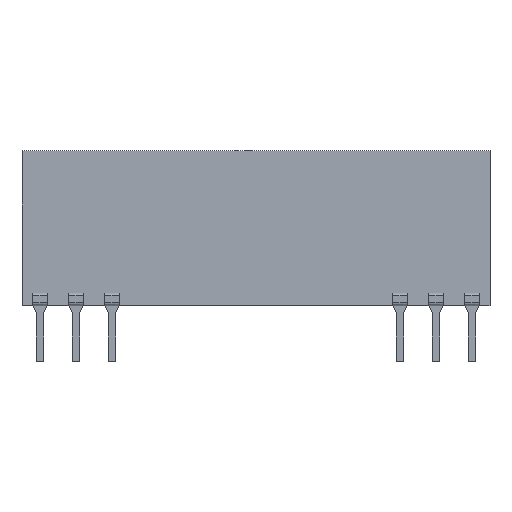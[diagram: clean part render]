
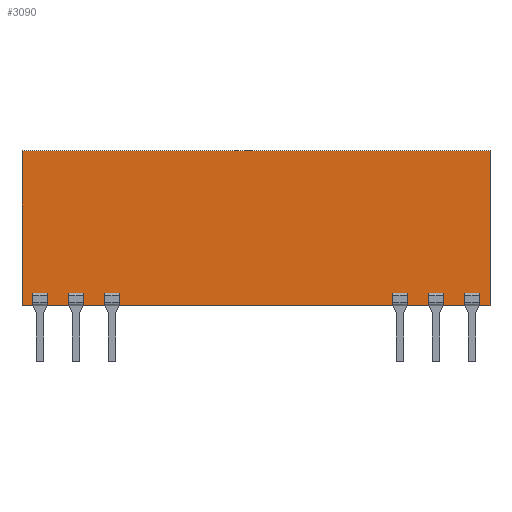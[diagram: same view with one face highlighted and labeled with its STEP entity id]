
A CAD part, top view. The second image highlights one B-rep face of the part: STEP entity #3090.
In plain terms, the highlighted planar face has unit normal (0, 0, 1).
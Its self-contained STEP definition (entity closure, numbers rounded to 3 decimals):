
#170=CARTESIAN_POINT('',(-9.66,0.,1.518));
#330=CARTESIAN_POINT('',(-12.2,0.,1.518));
#910=CARTESIAN_POINT('',(-14.74,0.,1.518));
#1013=DIRECTION('',(-1.,0.,0.));
#1014=VECTOR('',#1013,1.);
#1015=CARTESIAN_POINT('',(-14.74,0.883,1.52));
#1016=LINE('',#1015,#1014);
#1017=DIRECTION('',(0.,1.,0.002));
#1018=VECTOR('',#1017,0.883);
#1019=CARTESIAN_POINT('',(-15.74,0.,1.518));
#1020=LINE('',#1019,#1018);
#1021=DIRECTION('',(1.,0.,-0.002));
#1022=VECTOR('',#1021,0.77);
#1023=CARTESIAN_POINT('',(-16.51,0.,1.52));
#1024=LINE('',#1023,#1022);
#1025=DIRECTION('',(0.,-1.,0.));
#1026=VECTOR('',#1025,10.93);
#1027=CARTESIAN_POINT('',(-16.51,10.93,1.52));
#1028=LINE('',#1027,#1026);
#1029=DIRECTION('',(-1.,0.,0.));
#1030=VECTOR('',#1029,33.02);
#1031=CARTESIAN_POINT('',(16.51,10.93,1.52));
#1032=LINE('',#1031,#1030);
#1033=DIRECTION('',(0.,1.,0.));
#1034=VECTOR('',#1033,10.93);
#1035=CARTESIAN_POINT('',(16.51,0.,1.52));
#1036=LINE('',#1035,#1034);
#1037=DIRECTION('',(1.,0.,0.002));
#1038=VECTOR('',#1037,0.77);
#1039=CARTESIAN_POINT('',(15.74,0.,1.518));
#1040=LINE('',#1039,#1038);
#1041=DIRECTION('',(0.,1.,0.002));
#1042=VECTOR('',#1041,0.883);
#1043=CARTESIAN_POINT('',(15.74,0.,1.518));
#1044=LINE('',#1043,#1042);
#1045=DIRECTION('',(-1.,0.,0.));
#1046=VECTOR('',#1045,1.);
#1047=CARTESIAN_POINT('',(15.74,0.883,1.52));
#1048=LINE('',#1047,#1046);
#1049=DIRECTION('',(0.,1.,0.002));
#1050=VECTOR('',#1049,0.883);
#1051=CARTESIAN_POINT('',(14.74,0.,1.518));
#1052=LINE('',#1051,#1050);
#1053=DIRECTION('',(1.,0.,0.));
#1054=VECTOR('',#1053,1.54);
#1055=CARTESIAN_POINT('',(13.2,0.,1.518));
#1056=LINE('',#1055,#1054);
#1057=DIRECTION('',(0.,1.,0.002));
#1058=VECTOR('',#1057,0.883);
#1059=CARTESIAN_POINT('',(13.2,0.,1.518));
#1060=LINE('',#1059,#1058);
#1061=DIRECTION('',(-1.,0.,0.));
#1062=VECTOR('',#1061,1.);
#1063=CARTESIAN_POINT('',(13.2,0.883,1.52));
#1064=LINE('',#1063,#1062);
#1065=DIRECTION('',(0.,1.,0.002));
#1066=VECTOR('',#1065,0.883);
#1067=CARTESIAN_POINT('',(12.2,0.,1.518));
#1068=LINE('',#1067,#1066);
#1069=DIRECTION('',(1.,0.,0.));
#1070=VECTOR('',#1069,1.54);
#1071=CARTESIAN_POINT('',(10.66,0.,1.518));
#1072=LINE('',#1071,#1070);
#1073=DIRECTION('',(0.,1.,0.002));
#1074=VECTOR('',#1073,0.883);
#1075=CARTESIAN_POINT('',(10.66,0.,1.518));
#1076=LINE('',#1075,#1074);
#1077=DIRECTION('',(-1.,0.,0.));
#1078=VECTOR('',#1077,1.);
#1079=CARTESIAN_POINT('',(10.66,0.883,1.52));
#1080=LINE('',#1079,#1078);
#1081=DIRECTION('',(0.,1.,0.002));
#1082=VECTOR('',#1081,0.883);
#1083=CARTESIAN_POINT('',(9.66,0.,1.518));
#1084=LINE('',#1083,#1082);
#1085=DIRECTION('',(1.,0.,0.));
#1086=VECTOR('',#1085,19.32);
#1087=CARTESIAN_POINT('',(-9.66,0.,1.518));
#1088=LINE('',#1087,#1086);
#1089=DIRECTION('',(0.,1.,0.002));
#1090=VECTOR('',#1089,0.883);
#1091=CARTESIAN_POINT('',(-9.66,0.,1.518));
#1092=LINE('',#1091,#1090);
#1093=DIRECTION('',(-1.,0.,0.));
#1094=VECTOR('',#1093,1.);
#1095=CARTESIAN_POINT('',(-9.66,0.883,1.52));
#1096=LINE('',#1095,#1094);
#1097=DIRECTION('',(0.,1.,0.002));
#1098=VECTOR('',#1097,0.883);
#1099=CARTESIAN_POINT('',(-10.66,0.,1.518));
#1100=LINE('',#1099,#1098);
#1101=DIRECTION('',(1.,0.,0.));
#1102=VECTOR('',#1101,1.54);
#1103=CARTESIAN_POINT('',(-12.2,0.,1.518));
#1104=LINE('',#1103,#1102);
#1105=DIRECTION('',(0.,1.,0.002));
#1106=VECTOR('',#1105,0.883);
#1107=CARTESIAN_POINT('',(-12.2,0.,1.518));
#1108=LINE('',#1107,#1106);
#1109=DIRECTION('',(-1.,0.,0.));
#1110=VECTOR('',#1109,1.);
#1111=CARTESIAN_POINT('',(-12.2,0.883,1.52));
#1112=LINE('',#1111,#1110);
#1113=DIRECTION('',(0.,1.,0.002));
#1114=VECTOR('',#1113,0.883);
#1115=CARTESIAN_POINT('',(-13.2,0.,1.518));
#1116=LINE('',#1115,#1114);
#1117=DIRECTION('',(1.,0.,0.));
#1118=VECTOR('',#1117,1.54);
#1119=CARTESIAN_POINT('',(-14.74,0.,1.518));
#1120=LINE('',#1119,#1118);
#1121=DIRECTION('',(0.,1.,0.002));
#1122=VECTOR('',#1121,0.883);
#1123=CARTESIAN_POINT('',(-14.74,0.,1.518));
#1124=LINE('',#1123,#1122);
#1146=CARTESIAN_POINT('',(15.74,0.,1.518));
#1210=CARTESIAN_POINT('',(13.2,0.,1.518));
#1274=CARTESIAN_POINT('',(10.66,0.,1.518));
#1401=CARTESIAN_POINT('',(16.51,0.,1.52));
#1402=CARTESIAN_POINT('',(16.51,10.93,1.52));
#1403=VERTEX_POINT('',#1401);
#1404=VERTEX_POINT('',#1402);
#1405=CARTESIAN_POINT('',(-16.51,10.93,1.52));
#1406=VERTEX_POINT('',#1405);
#1407=CARTESIAN_POINT('',(-16.51,0.,1.52));
#1408=VERTEX_POINT('',#1407);
#1593=VERTEX_POINT('',#170);
#1594=CARTESIAN_POINT('',(-10.66,0.,1.518));
#1595=VERTEX_POINT('',#1594);
#1598=VERTEX_POINT('',#330);
#1599=CARTESIAN_POINT('',(-13.2,0.,1.518));
#1600=VERTEX_POINT('',#1599);
#1603=VERTEX_POINT('',#910);
#1604=CARTESIAN_POINT('',(-15.74,0.,1.518));
#1605=VERTEX_POINT('',#1604);
#1608=CARTESIAN_POINT('',(-15.74,0.883,1.52));
#1610=VERTEX_POINT('',#1608);
#1611=CARTESIAN_POINT('',(-14.74,0.883,1.52));
#1612=VERTEX_POINT('',#1611);
#1616=CARTESIAN_POINT('',(-13.2,0.883,1.52));
#1618=VERTEX_POINT('',#1616);
#1619=CARTESIAN_POINT('',(-12.2,0.883,1.52));
#1620=VERTEX_POINT('',#1619);
#1624=CARTESIAN_POINT('',(-10.66,0.883,1.52));
#1626=VERTEX_POINT('',#1624);
#1627=CARTESIAN_POINT('',(-9.66,0.883,1.52));
#1628=VERTEX_POINT('',#1627);
#1632=VERTEX_POINT('',#1146);
#1633=CARTESIAN_POINT('',(14.74,0.,1.518));
#1634=VERTEX_POINT('',#1633);
#1637=CARTESIAN_POINT('',(14.74,0.883,1.52));
#1639=VERTEX_POINT('',#1637);
#1640=CARTESIAN_POINT('',(15.74,0.883,1.52));
#1641=VERTEX_POINT('',#1640);
#1645=VERTEX_POINT('',#1210);
#1646=CARTESIAN_POINT('',(12.2,0.,1.518));
#1647=VERTEX_POINT('',#1646);
#1650=CARTESIAN_POINT('',(12.2,0.883,1.52));
#1652=VERTEX_POINT('',#1650);
#1653=CARTESIAN_POINT('',(13.2,0.883,1.52));
#1654=VERTEX_POINT('',#1653);
#1658=VERTEX_POINT('',#1274);
#1659=CARTESIAN_POINT('',(9.66,0.,1.518));
#1660=VERTEX_POINT('',#1659);
#1663=CARTESIAN_POINT('',(9.66,0.883,1.52));
#1665=VERTEX_POINT('',#1663);
#1666=CARTESIAN_POINT('',(10.66,0.883,1.52));
#1667=VERTEX_POINT('',#1666);
#3041=CARTESIAN_POINT('',(0.,0.,1.52));
#3042=DIRECTION('',(0.,0.,1.));
#3043=DIRECTION('',(1.,0.,0.));
#3044=AXIS2_PLACEMENT_3D('',#3041,#3042,#3043);
#3045=PLANE('',#3044);
#3047=ORIENTED_EDGE('',*,*,#3046,.T.);
#3048=ORIENTED_EDGE('',*,*,#2865,.F.);
#3049=ORIENTED_EDGE('',*,*,#2119,.F.);
#3051=ORIENTED_EDGE('',*,*,#3050,.F.);
#3053=ORIENTED_EDGE('',*,*,#3052,.F.);
#3055=ORIENTED_EDGE('',*,*,#3054,.F.);
#3056=ORIENTED_EDGE('',*,*,#2142,.F.);
#3058=ORIENTED_EDGE('',*,*,#3057,.T.);
#3060=ORIENTED_EDGE('',*,*,#3059,.T.);
#3062=ORIENTED_EDGE('',*,*,#3061,.F.);
#3063=ORIENTED_EDGE('',*,*,#2138,.F.);
#3065=ORIENTED_EDGE('',*,*,#3064,.T.);
#3067=ORIENTED_EDGE('',*,*,#3066,.T.);
#3069=ORIENTED_EDGE('',*,*,#3068,.F.);
#3070=ORIENTED_EDGE('',*,*,#2134,.F.);
#3072=ORIENTED_EDGE('',*,*,#3071,.T.);
#3074=ORIENTED_EDGE('',*,*,#3073,.T.);
#3076=ORIENTED_EDGE('',*,*,#3075,.F.);
#3077=ORIENTED_EDGE('',*,*,#2130,.F.);
#3078=ORIENTED_EDGE('',*,*,#1865,.T.);
#3079=ORIENTED_EDGE('',*,*,#3034,.T.);
#3080=ORIENTED_EDGE('',*,*,#1905,.F.);
#3081=ORIENTED_EDGE('',*,*,#2126,.F.);
#3082=ORIENTED_EDGE('',*,*,#2044,.T.);
#3084=ORIENTED_EDGE('',*,*,#3083,.T.);
#3085=ORIENTED_EDGE('',*,*,#2082,.F.);
#3086=ORIENTED_EDGE('',*,*,#2123,.F.);
#3087=ORIENTED_EDGE('',*,*,#2910,.T.);
#3088=EDGE_LOOP('',(#3047,#3048,#3049,#3051,#3053,#3055,#3056,#3058,#3060,#3062,
#3063,#3065,#3067,#3069,#3070,#3072,#3074,#3076,#3077,#3078,#3079,#3080,#3081,
#3082,#3084,#3085,#3086,#3087));
#3089=FACE_OUTER_BOUND('',#3088,.F.);
#1865=EDGE_CURVE('',#1593,#1628,#1092,.T.);
#1905=EDGE_CURVE('',#1595,#1626,#1100,.T.);
#2044=EDGE_CURVE('',#1598,#1620,#1108,.T.);
#2082=EDGE_CURVE('',#1600,#1618,#1116,.T.);
#2119=EDGE_CURVE('',#1408,#1605,#1024,.T.);
#2123=EDGE_CURVE('',#1603,#1600,#1120,.T.);
#2126=EDGE_CURVE('',#1598,#1595,#1104,.T.);
#2130=EDGE_CURVE('',#1593,#1660,#1088,.T.);
#2134=EDGE_CURVE('',#1658,#1647,#1072,.T.);
#2138=EDGE_CURVE('',#1645,#1634,#1056,.T.);
#2142=EDGE_CURVE('',#1632,#1403,#1040,.T.);
#2865=EDGE_CURVE('',#1605,#1610,#1020,.T.);
#2910=EDGE_CURVE('',#1603,#1612,#1124,.T.);
#3034=EDGE_CURVE('',#1628,#1626,#1096,.T.);
#3046=EDGE_CURVE('',#1612,#1610,#1016,.T.);
#3050=EDGE_CURVE('',#1406,#1408,#1028,.T.);
#3052=EDGE_CURVE('',#1404,#1406,#1032,.T.);
#3054=EDGE_CURVE('',#1403,#1404,#1036,.T.);
#3057=EDGE_CURVE('',#1632,#1641,#1044,.T.);
#3059=EDGE_CURVE('',#1641,#1639,#1048,.T.);
#3061=EDGE_CURVE('',#1634,#1639,#1052,.T.);
#3064=EDGE_CURVE('',#1645,#1654,#1060,.T.);
#3066=EDGE_CURVE('',#1654,#1652,#1064,.T.);
#3068=EDGE_CURVE('',#1647,#1652,#1068,.T.);
#3071=EDGE_CURVE('',#1658,#1667,#1076,.T.);
#3073=EDGE_CURVE('',#1667,#1665,#1080,.T.);
#3075=EDGE_CURVE('',#1660,#1665,#1084,.T.);
#3083=EDGE_CURVE('',#1620,#1618,#1112,.T.);
#3090=ADVANCED_FACE('',(#3089),#3045,.T.);
